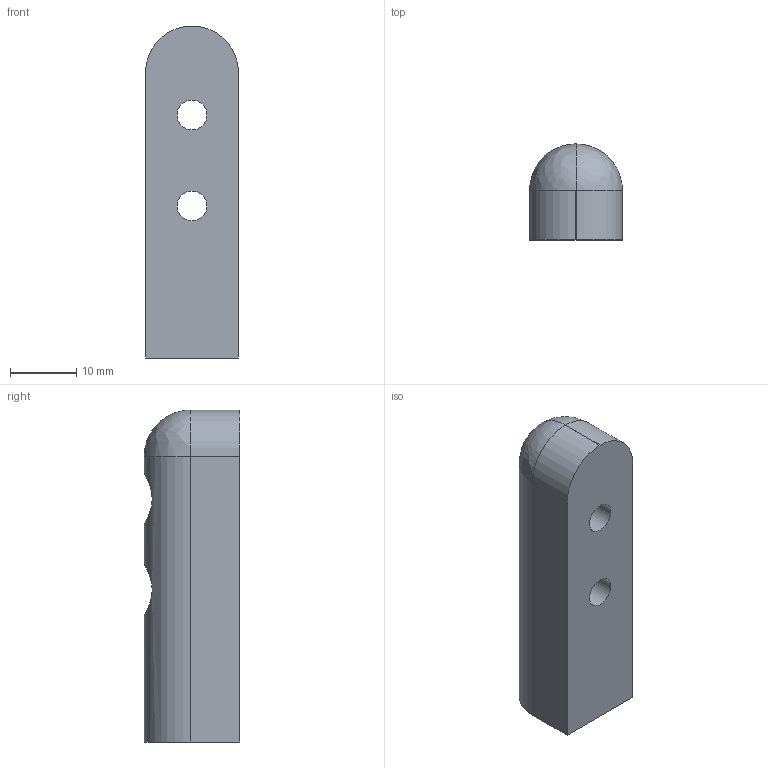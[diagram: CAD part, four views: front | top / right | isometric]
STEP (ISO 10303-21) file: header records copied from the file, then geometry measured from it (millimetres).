
FILE_DESCRIPTION(('FreeCAD Model'),'2;1');
FILE_NAME('Open CASCADE Shape Model','2024-07-18T09:30:06',('Author'),( ''),'Open CASCADE STEP processor 7.6','FreeCAD','Unknown');
FILE_SCHEMA(('AUTOMOTIVE_DESIGN { 1 0 10303 214 1 1 1 1 }'));
Length unit declared in the file: millimetre
Products named in the file (1): atachmnet
Bounding box: 14 x 14.4 x 50 mm (x, y, z)
Volume: 6669.1 mm3; surface area: 3729.8 mm2
Topology: 1 solids, 1 shells, 20 faces, 47 edges, 30 vertices
Faces by surface type: cylinder 9, plane 8, revolution 2, torus 1
Full cylindrical faces by diameter (mm): 4.5 x2, 7.8 x2, 8.2 x1
Entity records: 1860 total; most frequent: CARTESIAN_POINT 870, DIRECTION 183, ORIENTED_EDGE 94, PCURVE 94, DEFINITIONAL_REPRESENTATION 94, LINE 88, VECTOR 88, EDGE_CURVE 47
